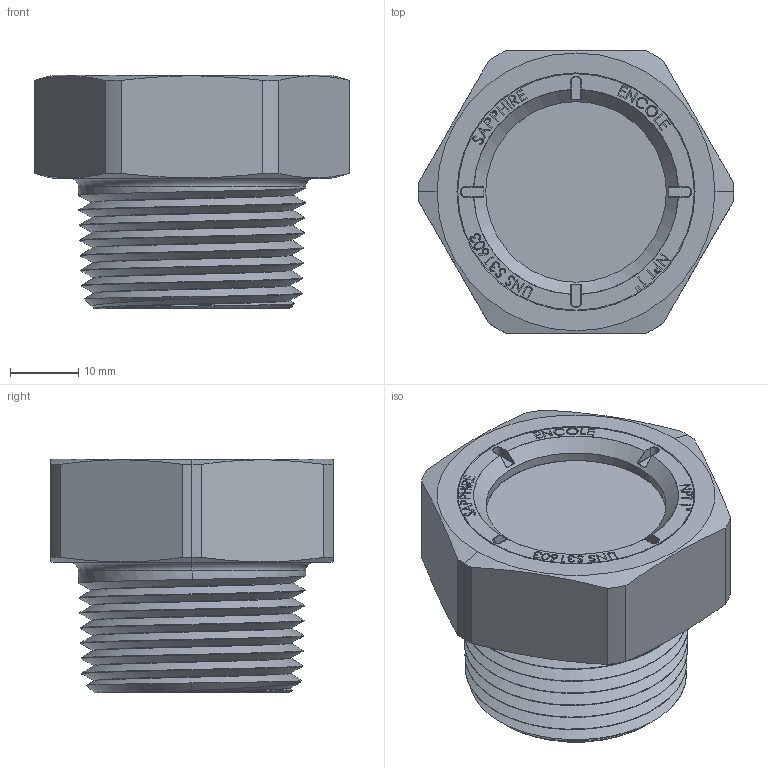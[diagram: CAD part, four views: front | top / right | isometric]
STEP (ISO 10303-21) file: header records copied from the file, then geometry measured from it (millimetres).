
FILE_DESCRIPTION (( 'STEP AP203' ), '1' );
FILE_NAME ('102012-SightGlass-NPT-1-316-Sa-VTN.STEP', '2025-02-04T01:10:54', ( '' ), ( '' ), 'SwSTEP 2.0', 'SolidWorks 2022', '' );
FILE_SCHEMA (( 'CONFIG_CONTROL_DESIGN' ));
Length unit declared in the file: millimetre
Products named in the file (1): 102012-SightGlass-NPT-1-316-Sa-VTN
Bounding box: 46.14 x 41.27 x 34.14 mm (x, y, z)
Volume: 23674.1 mm3; surface area: 16120.4 mm2
Topology: 4 solids, 4 shells, 544 faces, 1393 edges, 893 vertices
Faces by surface type: plane 256, bspline 153, cylinder 48, torus 44, cone 37, sphere 6
Entity records: 29520 total; most frequent: CARTESIAN_POINT 17288, ORIENTED_EDGE 2774, DIRECTION 2028, EDGE_CURVE 1387, VERTEX_POINT 893, LINE 808, VECTOR 808, AXIS2_PLACEMENT_3D 610
